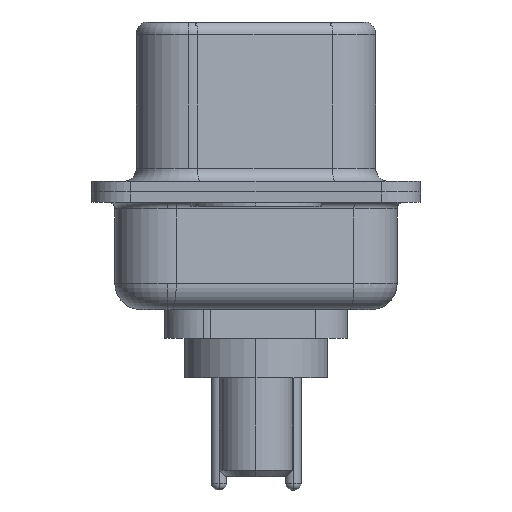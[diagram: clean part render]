
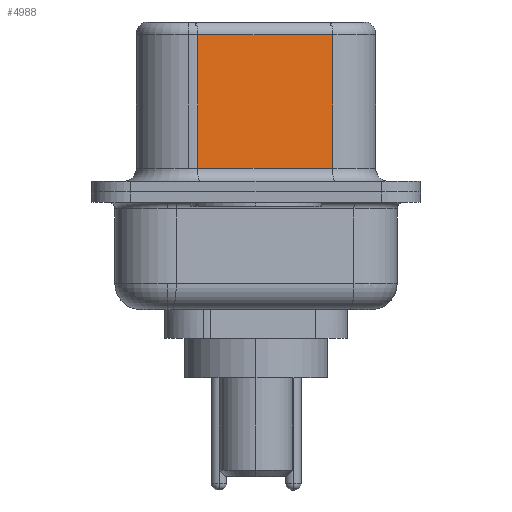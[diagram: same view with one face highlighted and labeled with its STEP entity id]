
A CAD part, left-side view. The second image highlights one B-rep face of the part: STEP entity #4988.
In plain terms, the highlighted planar face has unit normal (-0.985, -0.174, 0).
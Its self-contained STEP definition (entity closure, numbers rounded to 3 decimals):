
#93 = CARTESIAN_POINT ( 'NONE',  ( 4.58, -2.927, 6.02 ) ) ;
#663 = LINE ( 'NONE', #12345, #12429 ) ;
#1276 = LINE ( 'NONE', #9110, #13501 ) ;
#1656 = LINE ( 'NONE', #12171, #20326 ) ;
#1818 = VERTEX_POINT ( 'NONE', #7466 ) ;
#2166 = ORIENTED_EDGE ( 'NONE', *, *, #3338, .T. ) ;
#2410 = EDGE_CURVE ( 'NONE', #16152, #4657, #1276, .T. ) ;
#3083 = LINE ( 'NONE', #93, #19563 ) ;
#3338 = EDGE_CURVE ( 'NONE', #6033, #1818, #663, .T. ) ;
#4657 = VERTEX_POINT ( 'NONE', #12791 ) ;
#4986 = CARTESIAN_POINT ( 'NONE',  ( 4.58, -2.927, 6.02 ) ) ;
#4988 = ADVANCED_FACE ( 'NONE', ( #6970 ), #20517, .F. ) ;
#6033 = VERTEX_POINT ( 'NONE', #18839 ) ;
#6970 = FACE_OUTER_BOUND ( 'NONE', #10871, .T. ) ;
#7466 = CARTESIAN_POINT ( 'NONE',  ( 3.67, 2.233, 0.9 ) ) ;
#8047 = EDGE_CURVE ( 'NONE', #16152, #6033, #3083, .T. ) ;
#8655 = DIRECTION ( 'NONE',  ( -0.174, 0.985, 0. ) ) ;
#9110 = CARTESIAN_POINT ( 'NONE',  ( 4.58, -2.927, 6.52 ) ) ;
#10871 = EDGE_LOOP ( 'NONE', ( #18113, #11274, #2166, #18808 ) ) ;
#11141 = DIRECTION ( 'NONE',  ( 0.985, 0.174, 0. ) ) ;
#11274 = ORIENTED_EDGE ( 'NONE', *, *, #8047, .T. ) ;
#11525 = DIRECTION ( 'NONE',  ( 0., 0., -1. ) ) ;
#11731 = CARTESIAN_POINT ( 'NONE',  ( 4.58, -2.927, 6.52 ) ) ;
#12171 = CARTESIAN_POINT ( 'NONE',  ( 4.58, -2.927, 0.9 ) ) ;
#12345 = CARTESIAN_POINT ( 'NONE',  ( 3.67, 2.233, 6.52 ) ) ;
#12429 = VECTOR ( 'NONE', #19286, 1000. ) ;
#12791 = CARTESIAN_POINT ( 'NONE',  ( 4.58, -2.927, 0.9 ) ) ;
#13501 = VECTOR ( 'NONE', #11525, 1000. ) ;
#15222 = AXIS2_PLACEMENT_3D ( 'NONE', #11731, #11141, #17978 ) ;
#16152 = VERTEX_POINT ( 'NONE', #4986 ) ;
#17575 = EDGE_CURVE ( 'NONE', #1818, #4657, #1656, .T. ) ;
#17978 = DIRECTION ( 'NONE',  ( -0.174, 0.985, 0. ) ) ;
#18113 = ORIENTED_EDGE ( 'NONE', *, *, #2410, .F. ) ;
#18532 = DIRECTION ( 'NONE',  ( 0.174, -0.985, 0. ) ) ;
#18808 = ORIENTED_EDGE ( 'NONE', *, *, #17575, .T. ) ;
#18839 = CARTESIAN_POINT ( 'NONE',  ( 3.67, 2.233, 6.02 ) ) ;
#19286 = DIRECTION ( 'NONE',  ( 0., 0., -1. ) ) ;
#19563 = VECTOR ( 'NONE', #8655, 1000. ) ;
#20326 = VECTOR ( 'NONE', #18532, 1000. ) ;
#20517 = PLANE ( 'NONE',  #15222 ) ;
